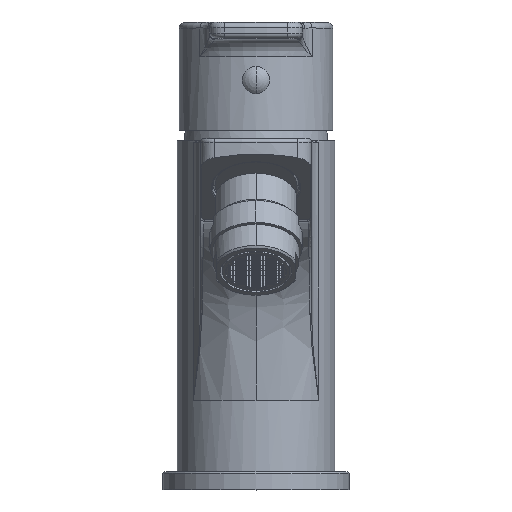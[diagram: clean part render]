
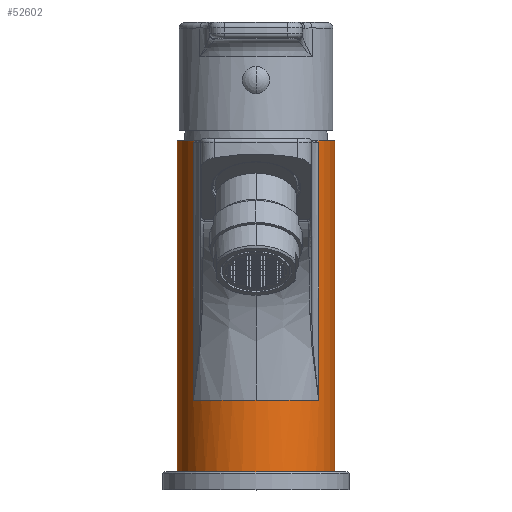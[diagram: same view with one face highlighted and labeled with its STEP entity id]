
A CAD part, top view. The second image highlights one B-rep face of the part: STEP entity #52602.
In plain terms, the highlighted cylindrical face has radius 22 mm (diameter 44 mm), a partial arc.
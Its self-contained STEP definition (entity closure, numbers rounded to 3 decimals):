
#4716=CARTESIAN_POINT('',(17.531,21.5,13.291));
#4718=CARTESIAN_POINT('',(0.,21.5,0.));
#4719=DIRECTION('',(0.,-1.,0.));
#4720=DIRECTION('',(0.797,0.,0.604));
#4721=AXIS2_PLACEMENT_3D('',#4718,#4719,#4720);
#4766=CARTESIAN_POINT('',(0.,1.5,0.));
#4767=DIRECTION('',(0.,1.,0.));
#4768=DIRECTION('',(-1.,0.,0.));
#4769=AXIS2_PLACEMENT_3D('',#4766,#4767,#4768);
#4771=DIRECTION('',(0.,1.,0.));
#4772=VECTOR('',#4771,92.5);
#4773=CARTESIAN_POINT('',(-22.,1.5,0.));
#4774=LINE('',#4773,#4772);
#4775=CARTESIAN_POINT('',(0.,94.,0.));
#4776=DIRECTION('',(0.,1.,0.));
#4777=DIRECTION('',(-1.,0.,0.));
#4778=AXIS2_PLACEMENT_3D('',#4775,#4776,#4777);
#4780=CARTESIAN_POINT('',(-17.531,93.5,13.291));
#4781=CARTESIAN_POINT('',(-17.469,93.56,13.373));
#4782=CARTESIAN_POINT('',(-17.347,93.677,13.532));
#4783=CARTESIAN_POINT('',(-17.167,93.844,13.759));
#4784=CARTESIAN_POINT('',(-17.05,93.949,13.903));
#4785=CARTESIAN_POINT('',(-16.993,94.,13.973));
#4787=DIRECTION('',(0.,1.,0.));
#4788=VECTOR('',#4787,72.);
#4789=CARTESIAN_POINT('',(-17.531,21.5,13.291));
#4790=LINE('',#4789,#4788);
#4791=DIRECTION('',(0.,-1.,0.));
#4792=VECTOR('',#4791,72.);
#4793=CARTESIAN_POINT('',(17.531,93.5,13.291));
#4794=LINE('',#4793,#4792);
#4795=CARTESIAN_POINT('',(16.993,94.,13.973));
#4796=CARTESIAN_POINT('',(17.05,93.949,13.904));
#4797=CARTESIAN_POINT('',(17.166,93.845,13.761));
#4798=CARTESIAN_POINT('',(17.345,93.678,13.534));
#4799=CARTESIAN_POINT('',(17.469,93.56,13.374));
#4800=CARTESIAN_POINT('',(17.531,93.5,13.291));
#4802=CARTESIAN_POINT('',(0.,94.,0.));
#4803=DIRECTION('',(0.,1.,0.));
#4804=DIRECTION('',(0.772,0.,0.635));
#4805=AXIS2_PLACEMENT_3D('',#4802,#4803,#4804);
#34368=DIRECTION('',(0.,1.,0.));
#34369=VECTOR('',#34368,92.5);
#34370=CARTESIAN_POINT('',(22.,1.5,0.));
#34371=LINE('',#34370,#34369);
#35007=CARTESIAN_POINT('',(0.,21.5,22.));
#35064=CARTESIAN_POINT('',(0.,21.5,0.));
#35065=DIRECTION('',(0.,-1.,0.));
#35066=DIRECTION('',(0.,0.,1.));
#35067=AXIS2_PLACEMENT_3D('',#35064,#35065,#35066);
#39848=VERTEX_POINT('',#35007);
#39851=VERTEX_POINT('',#4716);
#39866=CARTESIAN_POINT('',(-17.531,21.5,13.291));
#39867=VERTEX_POINT('',#39866);
#40254=CARTESIAN_POINT('',(-17.531,93.5,13.291));
#40255=VERTEX_POINT('',#40254);
#40256=CARTESIAN_POINT('',(17.531,93.5,13.291));
#40257=VERTEX_POINT('',#40256);
#40258=CARTESIAN_POINT('',(22.,94.,0.));
#40259=CARTESIAN_POINT('',(-22.,94.,0.));
#40260=VERTEX_POINT('',#40258);
#40261=VERTEX_POINT('',#40259);
#40262=CARTESIAN_POINT('',(-16.993,94.,13.973));
#40263=VERTEX_POINT('',#40262);
#40264=CARTESIAN_POINT('',(16.993,94.,13.973));
#40265=VERTEX_POINT('',#40264);
#47890=CARTESIAN_POINT('',(22.,1.5,0.));
#47891=CARTESIAN_POINT('',(-22.,1.5,0.));
#47892=VERTEX_POINT('',#47890);
#47893=VERTEX_POINT('',#47891);
#52574=CARTESIAN_POINT('',(0.,0.,0.));
#52575=DIRECTION('',(0.,1.,0.));
#52576=DIRECTION('',(1.,0.,0.));
#52577=AXIS2_PLACEMENT_3D('',#52574,#52575,#52576);
#52578=CYLINDRICAL_SURFACE('',#52577,22.);
#52580=ORIENTED_EDGE('',*,*,#52579,.F.);
#52582=ORIENTED_EDGE('',*,*,#52581,.T.);
#52584=ORIENTED_EDGE('',*,*,#52583,.T.);
#52586=ORIENTED_EDGE('',*,*,#52585,.F.);
#52588=ORIENTED_EDGE('',*,*,#52587,.F.);
#52590=ORIENTED_EDGE('',*,*,#52589,.F.);
#52591=ORIENTED_EDGE('',*,*,#52557,.F.);
#52593=ORIENTED_EDGE('',*,*,#52592,.F.);
#52595=ORIENTED_EDGE('',*,*,#52594,.F.);
#52597=ORIENTED_EDGE('',*,*,#52596,.T.);
#52599=ORIENTED_EDGE('',*,*,#52598,.F.);
#52600=EDGE_LOOP('',(#52580,#52582,#52584,#52586,#52588,#52590,#52591,#52593,
#52595,#52597,#52599));
#52601=FACE_OUTER_BOUND('',#52600,.F.);
#52602=ADVANCED_FACE('',(#52601),#52578,.T.);
#4722=CIRCLE('',#4721,22.);
#4770=CIRCLE('',#4769,22.);
#4779=CIRCLE('',#4778,22.);
#4786=B_SPLINE_CURVE_WITH_KNOTS('',3,(#4780,#4781,#4782,#4783,#4784,#4785),
.UNSPECIFIED.,.F.,.F.,(4,1,1,4),(0.,0.333,0.667,1.),
.UNSPECIFIED.);
#4801=B_SPLINE_CURVE_WITH_KNOTS('',3,(#4795,#4796,#4797,#4798,#4799,#4800),
.UNSPECIFIED.,.F.,.F.,(4,1,1,4),(0.,0.333,0.667,1.),
.UNSPECIFIED.);
#4806=CIRCLE('',#4805,22.);
#35068=CIRCLE('',#35067,22.);
#52557=EDGE_CURVE('',#39851,#39848,#4722,.T.);
#52579=EDGE_CURVE('',#47893,#47892,#4770,.T.);
#52581=EDGE_CURVE('',#47893,#40261,#4774,.T.);
#52583=EDGE_CURVE('',#40261,#40263,#4779,.T.);
#52585=EDGE_CURVE('',#40255,#40263,#4786,.T.);
#52587=EDGE_CURVE('',#39867,#40255,#4790,.T.);
#52589=EDGE_CURVE('',#39848,#39867,#35068,.T.);
#52592=EDGE_CURVE('',#40257,#39851,#4794,.T.);
#52594=EDGE_CURVE('',#40265,#40257,#4801,.T.);
#52596=EDGE_CURVE('',#40265,#40260,#4806,.T.);
#52598=EDGE_CURVE('',#47892,#40260,#34371,.T.);
